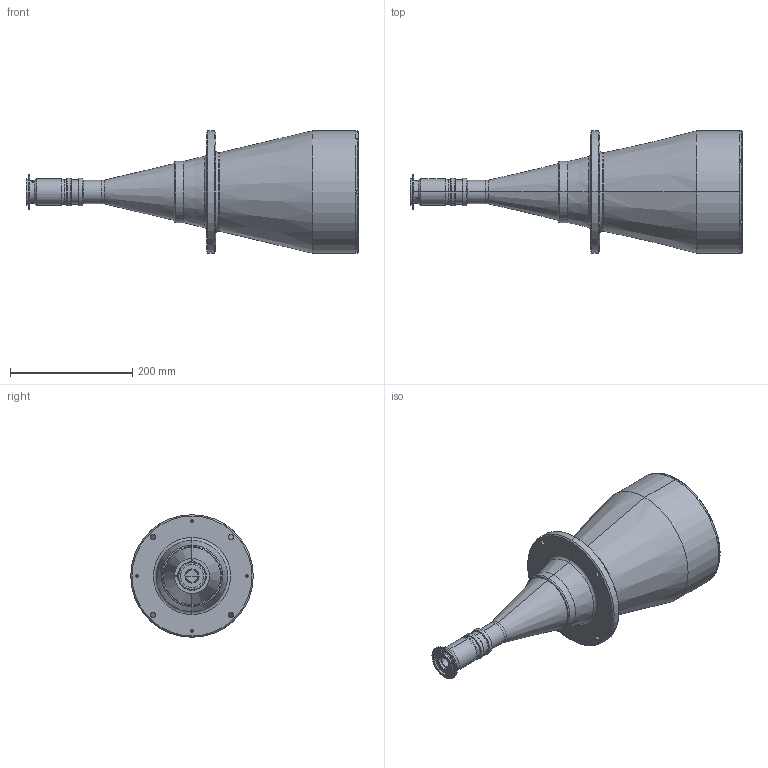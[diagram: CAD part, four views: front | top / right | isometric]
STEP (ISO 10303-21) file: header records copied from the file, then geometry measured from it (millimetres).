
FILE_DESCRIPTION (( 'STEP AP214' ), '1' );
FILE_NAME ('2M144_F.STEP', '2013-05-11T10:54:22', ( 'Work' ), ( '' ), 'SwSTEP 2.0', 'SolidWorks 2013', '' );
FILE_SCHEMA (( 'AUTOMOTIVE_DESIGN' ));
Length unit declared in the file: millimetre
Products named in the file (1): 2M144_F
Bounding box: 542.4 x 200 x 200 mm (x, y, z)
Surface area: 302044.6 mm2 (no closed solid volume)
Topology: 0 solids, 12 shells, 187 faces, 538 edges, 368 vertices
Faces by surface type: cylinder 102, plane 37, cone 30, torus 16, sphere 2
Entity records: 8936 total; most frequent: CARTESIAN_POINT 1728, DIRECTION 1176, ORIENTED_EDGE 937, EDGE_CURVE 538, AXIS2_PLACEMENT_3D 490, VERTEX_POINT 368, CIRCLE 302, EDGE_LOOP 248
